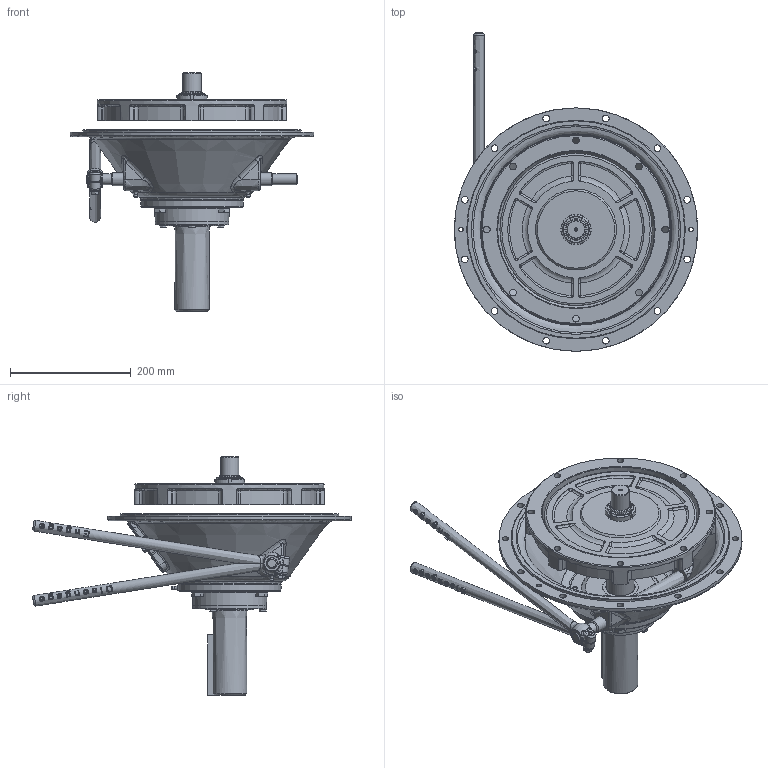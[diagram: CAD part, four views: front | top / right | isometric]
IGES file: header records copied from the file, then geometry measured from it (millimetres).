
Start section: SolidWorks IGES file using analytic representation for surfaces
Global section: file name: ITi_B130_T000_02_rev00.IGS; native system: SolidWorks 2015; preprocessor: SolidWorks 2015; author: pezzinig; date: 170725.103827; units: millimetre
Bounding box: 403 x 527.51 x 395.2 mm (x, y, z)
Surface area: 684758.2 mm2 (no closed solid volume)
Topology: 0 solids, 2 shells, 909 faces, 9490 edges, 12845 vertices
Faces by surface type: bspline 535, revolution 374
